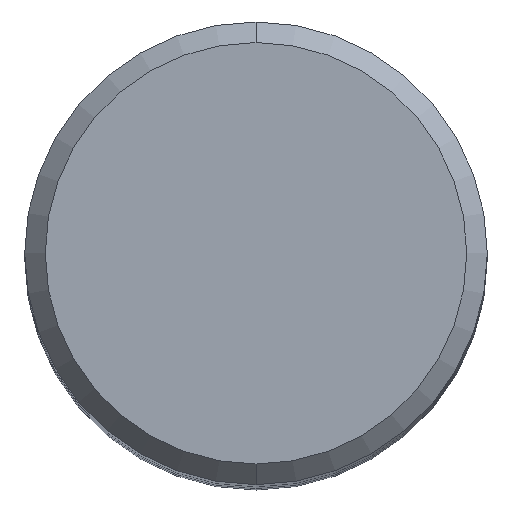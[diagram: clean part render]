
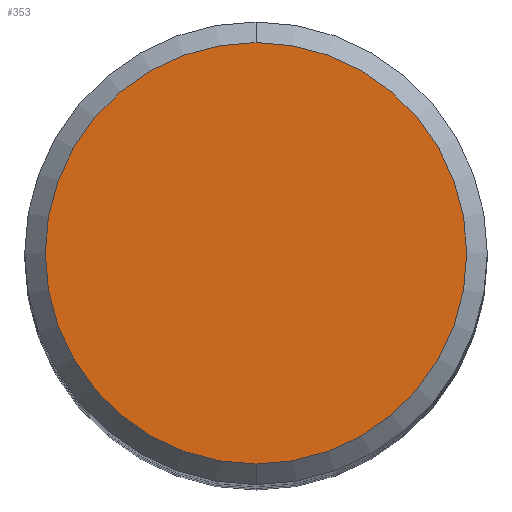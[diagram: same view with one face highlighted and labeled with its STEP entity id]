
A CAD part, top view. The second image highlights one B-rep face of the part: STEP entity #353.
In plain terms, the highlighted planar face has unit normal (0, 0, 1).
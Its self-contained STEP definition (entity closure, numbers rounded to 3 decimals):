
#203=EDGE_CURVE('',#205,#239,#500,.T.);
#205=VERTEX_POINT('',#502);
#239=VERTEX_POINT('',#539);
#245=EDGE_CURVE('',#239,#205,#545,.T.);
#353=ADVANCED_FACE('',(#660),#661,.T.);
#500=CIRCLE('',#845,8.2);
#502=CARTESIAN_POINT('',(0.0,8.2,0.0));
#539=CARTESIAN_POINT('',(0.,-8.2,0.0));
#545=CIRCLE('',#992,8.2);
#660=FACE_OUTER_BOUND('',#1270,.T.);
#661=PLANE('',#1271);
#845=AXIS2_PLACEMENT_3D('',#1497,#1498,#1499);
#992=AXIS2_PLACEMENT_3D('',#1536,#1537,#1538);
#1270=EDGE_LOOP('',(#1635,#1636));
#1271=AXIS2_PLACEMENT_3D('',#1637,#1638,#1639);
#1497=CARTESIAN_POINT('',(0.0,0.0,0.0));
#1498=DIRECTION('',(0.0,0.0,-1.0));
#1499=DIRECTION('',(0.0,1.0,0.0));
#1536=CARTESIAN_POINT('',(0.0,0.0,0.0));
#1537=DIRECTION('',(0.0,0.0,-1.0));
#1538=DIRECTION('',(0.0,1.0,0.0));
#1635=ORIENTED_EDGE('',*,*,#203,.F.);
#1636=ORIENTED_EDGE('',*,*,#245,.F.);
#1637=CARTESIAN_POINT('',(0.0,4.1,0.0));
#1638=DIRECTION('',(-0.0,0.0,1.0));
#1639=DIRECTION('',(0.0,-1.0,0.0));
